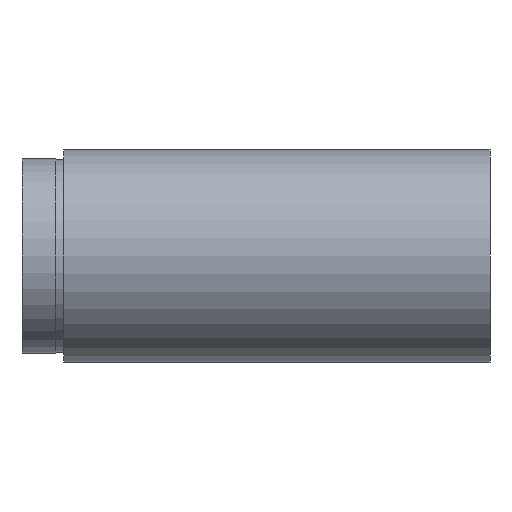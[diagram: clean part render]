
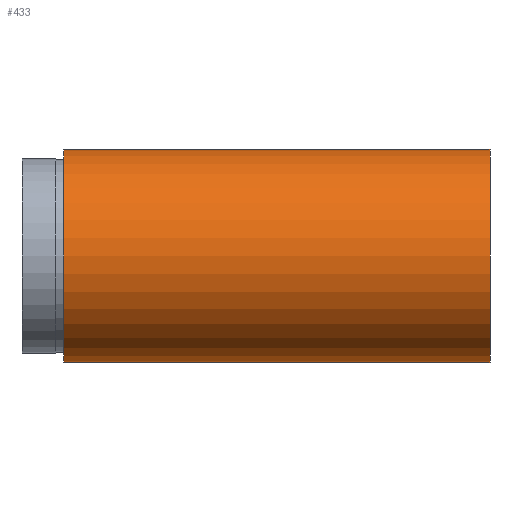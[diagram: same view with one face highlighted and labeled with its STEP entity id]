
A CAD part, left-side view. The second image highlights one B-rep face of the part: STEP entity #433.
In plain terms, the highlighted cylindrical face has radius 12.7 mm (diameter 25.4 mm), a partial arc.
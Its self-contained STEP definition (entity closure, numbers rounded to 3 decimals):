
#15 = DIRECTION ( 'NONE',  ( 0., 1., 0. ) ) ;
#19 = ORIENTED_EDGE ( 'NONE', *, *, #384, .F. ) ;
#38 = DIRECTION ( 'NONE',  ( 0., 1., 0. ) ) ;
#69 = AXIS2_PLACEMENT_3D ( 'NONE', #117, #15, #597 ) ;
#117 = CARTESIAN_POINT ( 'NONE',  ( 0., 161.376, 0. ) ) ;
#122 = VERTEX_POINT ( 'NONE', #174 ) ;
#124 = LINE ( 'NONE', #425, #267 ) ;
#130 = VERTEX_POINT ( 'NONE', #460 ) ;
#155 = EDGE_CURVE ( 'NONE', #130, #387, #367, .T. ) ;
#167 = VECTOR ( 'NONE', #187, 1000. ) ;
#174 = CARTESIAN_POINT ( 'NONE',  ( 0., 50.8, -12.7 ) ) ;
#187 = DIRECTION ( 'NONE',  ( 0., 1., 0. ) ) ;
#208 = EDGE_CURVE ( 'NONE', #387, #522, #124, .T. ) ;
#217 = DIRECTION ( 'NONE',  ( 0., 1., 0. ) ) ;
#224 = DIRECTION ( 'NONE',  ( 0., 0., 1. ) ) ;
#244 = EDGE_CURVE ( 'NONE', #130, #122, #471, .T. ) ;
#248 = AXIS2_PLACEMENT_3D ( 'NONE', #318, #217, #224 ) ;
#262 = CARTESIAN_POINT ( 'NONE',  ( 0., 50.8, 12.7 ) ) ;
#267 = VECTOR ( 'NONE', #288, 1000. ) ;
#269 = ORIENTED_EDGE ( 'NONE', *, *, #208, .T. ) ;
#288 = DIRECTION ( 'NONE',  ( 0., 1., 0. ) ) ;
#318 = CARTESIAN_POINT ( 'NONE',  ( 0., 50.8, 0. ) ) ;
#330 = CARTESIAN_POINT ( 'NONE',  ( 0., 0., 0. ) ) ;
#363 = CARTESIAN_POINT ( 'NONE',  ( 0., 0., 12.7 ) ) ;
#367 = CIRCLE ( 'NONE', #614, 12.7 ) ;
#377 = CARTESIAN_POINT ( 'NONE',  ( 0., 161.376, -12.7 ) ) ;
#384 = EDGE_CURVE ( 'NONE', #122, #522, #535, .T. ) ;
#387 = VERTEX_POINT ( 'NONE', #363 ) ;
#389 = ORIENTED_EDGE ( 'NONE', *, *, #244, .F. ) ;
#425 = CARTESIAN_POINT ( 'NONE',  ( 0., 161.376, 12.7 ) ) ;
#433 = ADVANCED_FACE ( 'NONE', ( #585 ), #482, .T. ) ;
#451 = EDGE_LOOP ( 'NONE', ( #389, #486, #269, #19 ) ) ;
#460 = CARTESIAN_POINT ( 'NONE',  ( 0., 0., -12.7 ) ) ;
#471 = LINE ( 'NONE', #377, #167 ) ;
#482 = CYLINDRICAL_SURFACE ( 'NONE', #69, 12.7 ) ;
#486 = ORIENTED_EDGE ( 'NONE', *, *, #155, .T. ) ;
#518 = DIRECTION ( 'NONE',  ( 0., 0., 1. ) ) ;
#522 = VERTEX_POINT ( 'NONE', #262 ) ;
#535 = CIRCLE ( 'NONE', #248, 12.7 ) ;
#585 = FACE_OUTER_BOUND ( 'NONE', #451, .T. ) ;
#597 = DIRECTION ( 'NONE',  ( 0., 0., 1. ) ) ;
#614 = AXIS2_PLACEMENT_3D ( 'NONE', #330, #38, #518 ) ;
